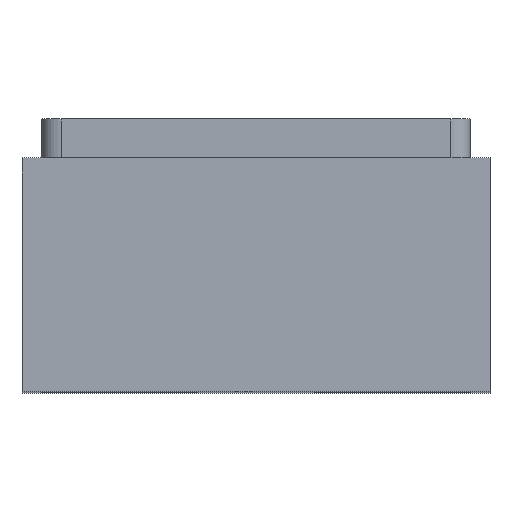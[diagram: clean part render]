
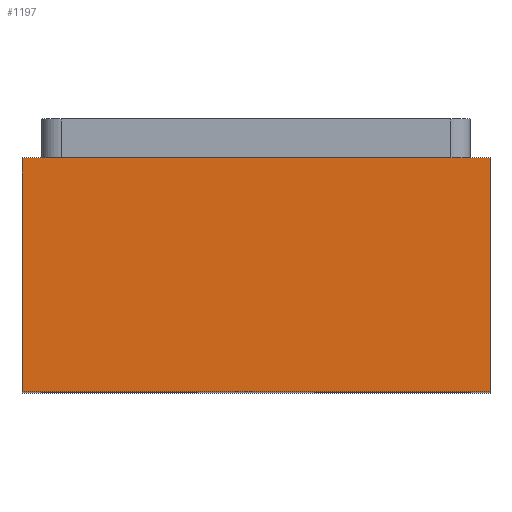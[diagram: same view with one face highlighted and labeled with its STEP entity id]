
A CAD part, top view. The second image highlights one B-rep face of the part: STEP entity #1197.
In plain terms, the highlighted planar face has unit normal (0, 0, 1).
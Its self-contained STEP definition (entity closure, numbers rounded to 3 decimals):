
#3 = CARTESIAN_POINT ( 'NONE',  ( -0.6, 0.6, 0.8 ) ) ;
#22 = EDGE_CURVE ( 'NONE', #876, #1635, #1747, .T. ) ;
#44 = CARTESIAN_POINT ( 'NONE',  ( 0.6, 0.6, 0.8 ) ) ;
#50 = ORIENTED_EDGE ( 'NONE', *, *, #350, .T. ) ;
#65 = DIRECTION ( 'NONE',  ( 1., 0., 0. ) ) ;
#78 = VECTOR ( 'NONE', #924, 1000. ) ;
#180 = ORIENTED_EDGE ( 'NONE', *, *, #1096, .T. ) ;
#215 = AXIS2_PLACEMENT_3D ( 'NONE', #468, #1406, #607 ) ;
#276 = ORIENTED_EDGE ( 'NONE', *, *, #435, .F. ) ;
#344 = VERTEX_POINT ( 'NONE', #1298 ) ;
#350 = EDGE_CURVE ( 'NONE', #876, #394, #949, .T. ) ;
#357 = VECTOR ( 'NONE', #1019, 1000. ) ;
#394 = VERTEX_POINT ( 'NONE', #1766 ) ;
#435 = EDGE_CURVE ( 'NONE', #1635, #344, #1741, .T. ) ;
#468 = CARTESIAN_POINT ( 'NONE',  ( -0.6, 0.6, 0.8 ) ) ;
#489 = CARTESIAN_POINT ( 'NONE',  ( -0.6, 0.6, 0.8 ) ) ;
#526 = VECTOR ( 'NONE', #1205, 1000. ) ;
#607 = DIRECTION ( 'NONE',  ( -1., 0., 0. ) ) ;
#649 = CARTESIAN_POINT ( 'NONE',  ( -0.6, 0., 0.8 ) ) ;
#805 = CARTESIAN_POINT ( 'NONE',  ( 0.6, 0.6, 0.8 ) ) ;
#811 = ORIENTED_EDGE ( 'NONE', *, *, #22, .F. ) ;
#876 = VERTEX_POINT ( 'NONE', #3 ) ;
#924 = DIRECTION ( 'NONE',  ( 1., 0., 0. ) ) ;
#949 = LINE ( 'NONE', #489, #357 ) ;
#1019 = DIRECTION ( 'NONE',  ( 0., -1., 0. ) ) ;
#1096 = EDGE_CURVE ( 'NONE', #394, #344, #1408, .T. ) ;
#1197 = ADVANCED_FACE ( 'NONE', ( #1497 ), #1270, .F. ) ;
#1205 = DIRECTION ( 'NONE',  ( 0., -1., 0. ) ) ;
#1270 = PLANE ( 'NONE',  #215 ) ;
#1298 = CARTESIAN_POINT ( 'NONE',  ( 0.6, 0., 0.8 ) ) ;
#1406 = DIRECTION ( 'NONE',  ( 0., 0., -1. ) ) ;
#1408 = LINE ( 'NONE', #649, #78 ) ;
#1497 = FACE_OUTER_BOUND ( 'NONE', #1541, .T. ) ;
#1541 = EDGE_LOOP ( 'NONE', ( #180, #276, #811, #50 ) ) ;
#1585 = VECTOR ( 'NONE', #65, 1000. ) ;
#1635 = VERTEX_POINT ( 'NONE', #44 ) ;
#1708 = CARTESIAN_POINT ( 'NONE',  ( -0.6, 0.6, 0.8 ) ) ;
#1741 = LINE ( 'NONE', #805, #526 ) ;
#1747 = LINE ( 'NONE', #1708, #1585 ) ;
#1766 = CARTESIAN_POINT ( 'NONE',  ( -0.6, 0., 0.8 ) ) ;
